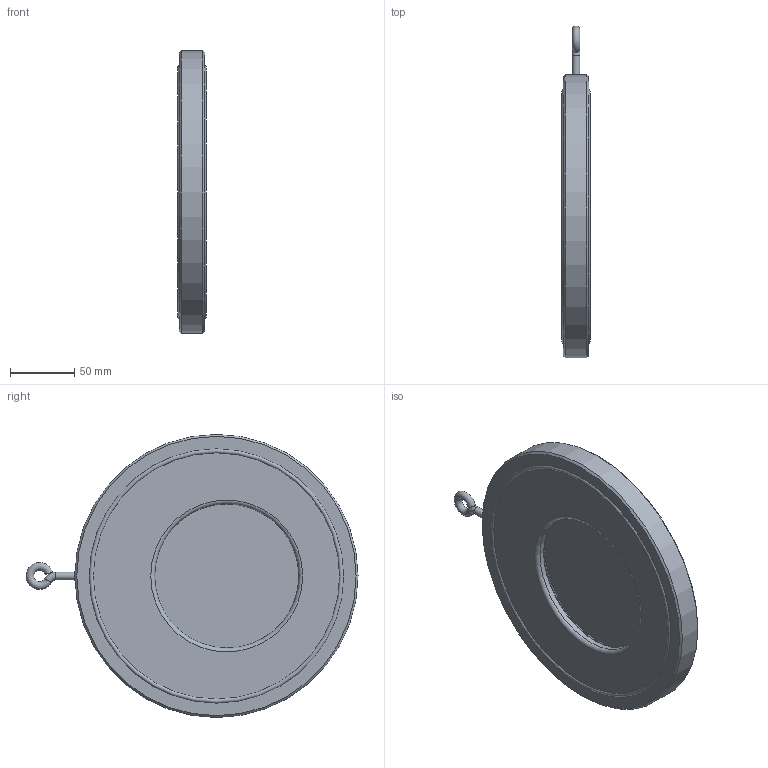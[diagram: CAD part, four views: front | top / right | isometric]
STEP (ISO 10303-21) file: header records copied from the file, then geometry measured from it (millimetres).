
FILE_DESCRIPTION((''),'2;1');
FILE_NAME('ZRK-150.stp','2012-02-22T11:37:46',('ebh'),(''),'Autodesk Inventor 2011','Autodesk Inventor 2011','');
FILE_SCHEMA(('AUTOMOTIVE_DESIGN { 1 0 10303 214 1 1 1 1 }'));
Length unit declared in the file: millimetre
Products named in the file (1): ZRK-150B
Bounding box: 21.8 x 257.99 x 220 mm (x, y, z)
Volume: 631721.4 mm3; surface area: 108197.3 mm2
Topology: 1 solids, 2 shells, 30 faces, 52 edges, 31 vertices
Faces by surface type: plane 11, torus 8, cylinder 5, cone 5, bspline 1
Full cylindrical faces by diameter (mm): 4.917 x1, 6 x1, 112 x1, 133 x1, 220 x1
Entity records: 808 total; most frequent: CARTESIAN_POINT 295, DIRECTION 112, ORIENTED_EDGE 58, AXIS2_PLACEMENT_3D 56, EDGE_LOOP 55, FACE_OUTER_BOUND 30, ADVANCED_FACE 30, EDGE_CURVE 29
